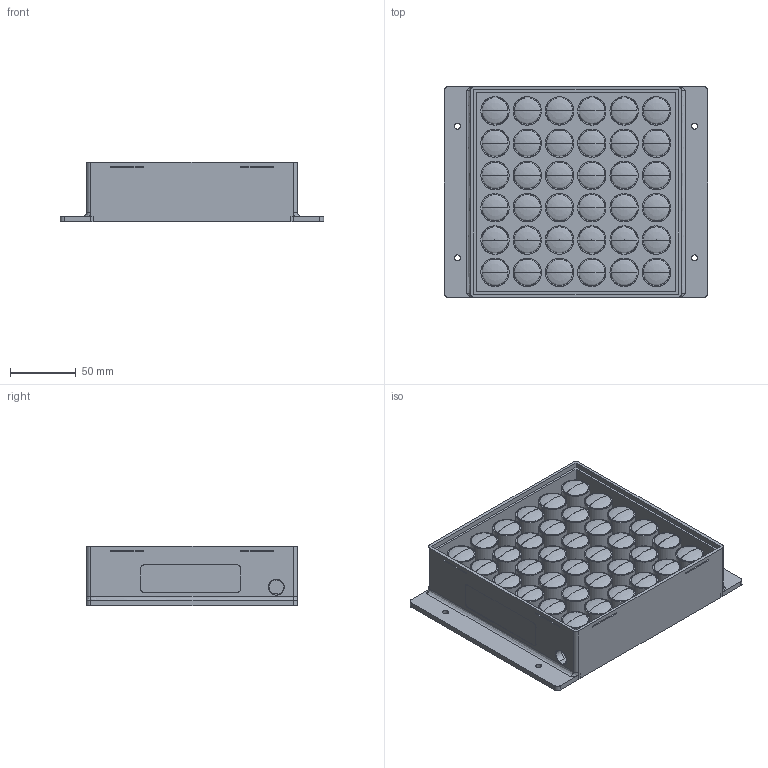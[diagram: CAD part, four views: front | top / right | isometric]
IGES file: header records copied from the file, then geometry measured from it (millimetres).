
Global section: file name: Filename.iges; native system: Open CASCADE 7.3; preprocessor: Open CASCADE IGES processor 7.3; date: 20210312.155121; units: millimetre
Bounding box: 199.8 x 160 x 45 mm (x, y, z)
Surface area: 253234 mm2 (no closed solid volume)
Topology: 0 solids, 0 shells, 740 faces, 11168 edges, 11167 vertices
Faces by surface type: bspline 435, revolution 305
